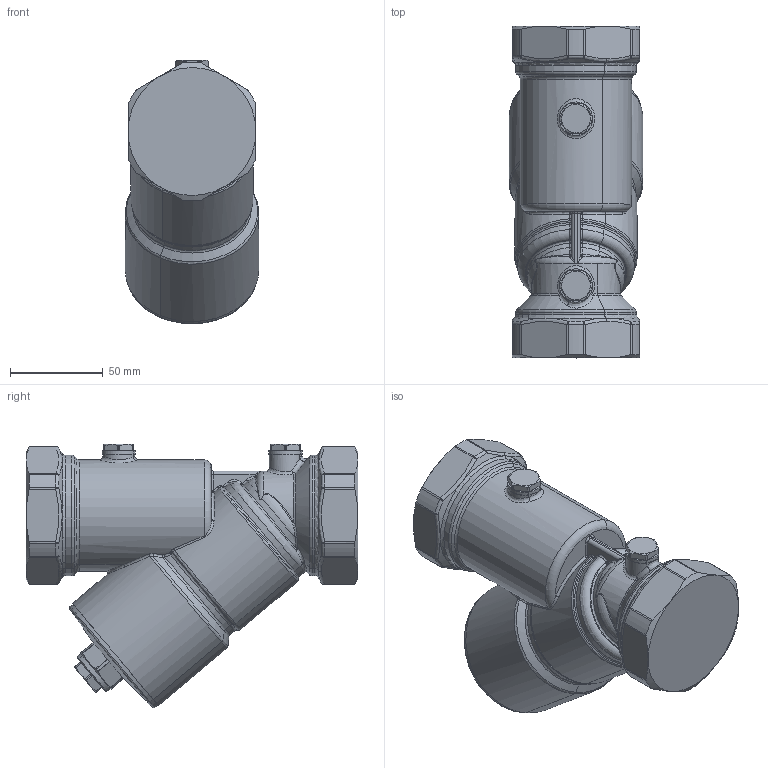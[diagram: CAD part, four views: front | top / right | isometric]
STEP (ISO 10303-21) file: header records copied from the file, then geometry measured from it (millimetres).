
FILE_DESCRIPTION(('CATIA V5 STEP Exchange'),'2;1');
FILE_NAME('STEP_125191_-_TST.stp','2019-02-07T10:39:38+00:00',('none'),('none'),'CATIA Version 5-6 Release 2016 SP4','CATIA V5 STEP AP203','none');
FILE_SCHEMA(('CONFIG_CONTROL_DESIGN'));
Length unit declared in the file: millimetre
Products named in the file (1): 125191 - TST
Bounding box: 71.98 x 179 x 142.26 mm (x, y, z)
Volume: 852499.1 mm3; surface area: 68362.6 mm2
Topology: 1 solids, 7 shells, 489 faces, 1162 edges, 651 vertices
Faces by surface type: cylinder 146, bspline 81, plane 78, cone 77, torus 73, sphere 34
Entity records: 18840 total; most frequent: CARTESIAN_POINT 9711, ORIENTED_EDGE 2240, DIRECTION 1183, EDGE_CURVE 1120, AXIS2_PLACEMENT_3D 705, VERTEX_POINT 651, EDGE_LOOP 501, ADVANCED_FACE 489
